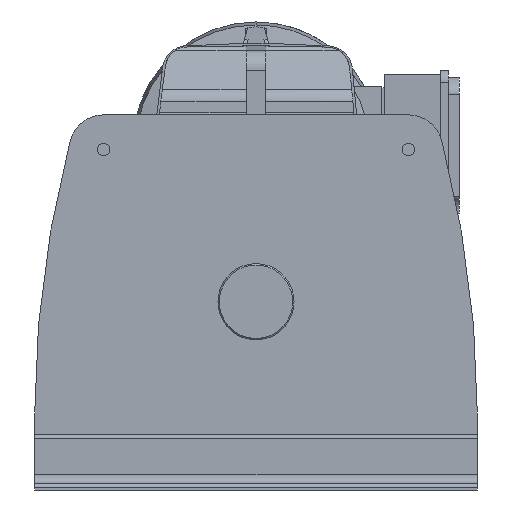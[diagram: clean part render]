
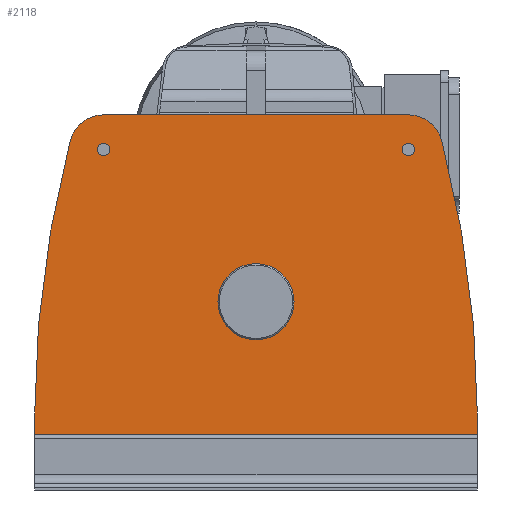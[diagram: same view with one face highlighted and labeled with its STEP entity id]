
A CAD part, front view. The second image highlights one B-rep face of the part: STEP entity #2118.
In plain terms, the highlighted planar face has unit normal (0, -1, 0).
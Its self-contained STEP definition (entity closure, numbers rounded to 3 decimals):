
#2118=ADVANCED_FACE('NONE',(#4419,#4420,#4421,#4422,#4423,#4424),#4425,.T.);
#4419=FACE_OUTER_BOUND('',#6946,.T.);
#4420=FACE_BOUND('',#6947,.T.);
#4421=FACE_BOUND('',#6948,.T.);
#4422=FACE_BOUND('',#6949,.T.);
#4423=FACE_BOUND('',#6950,.T.);
#4424=FACE_BOUND('',#6951,.T.);
#4425=PLANE('',#6952);
#6946=EDGE_LOOP('',(#13245,#13246,#13247,#13248,#13249,#13250,#13251,#13252,#13253,#13254));
#6947=EDGE_LOOP('',(#13255,#13256));
#6948=EDGE_LOOP('',(#13257,#13258));
#6949=EDGE_LOOP('',(#13259,#13260));
#6950=EDGE_LOOP('',(#13261,#13262));
#6951=EDGE_LOOP('',(#13263,#13264));
#6952=AXIS2_PLACEMENT_3D('',#13265,#13266,#13267);
#13245=ORIENTED_EDGE('',*,*,#16627,.T.);
#13246=ORIENTED_EDGE('',*,*,#16628,.T.);
#13247=ORIENTED_EDGE('',*,*,#16629,.T.);
#13248=ORIENTED_EDGE('',*,*,#16630,.T.);
#13249=ORIENTED_EDGE('',*,*,#16631,.T.);
#13250=ORIENTED_EDGE('',*,*,#16632,.T.);
#13251=ORIENTED_EDGE('',*,*,#16633,.T.);
#13252=ORIENTED_EDGE('',*,*,#16634,.T.);
#13253=ORIENTED_EDGE('',*,*,#16635,.T.);
#13254=ORIENTED_EDGE('',*,*,#16636,.T.);
#13255=ORIENTED_EDGE('',*,*,#16604,.T.);
#13256=ORIENTED_EDGE('',*,*,#16637,.T.);
#13257=ORIENTED_EDGE('',*,*,#16609,.T.);
#13258=ORIENTED_EDGE('',*,*,#16638,.T.);
#13259=ORIENTED_EDGE('',*,*,#16614,.T.);
#13260=ORIENTED_EDGE('',*,*,#16639,.T.);
#13261=ORIENTED_EDGE('',*,*,#16619,.T.);
#13262=ORIENTED_EDGE('',*,*,#16640,.T.);
#13263=ORIENTED_EDGE('',*,*,#16624,.T.);
#13264=ORIENTED_EDGE('',*,*,#16641,.T.);
#13265=CARTESIAN_POINT('',(0.0,-369.5,0.5));
#13266=DIRECTION('',(0.0,-1.0,0.));
#13267=DIRECTION('',(1.0,0.0,0.0));
#16604=EDGE_CURVE('NONE',#20401,#20399,#20402,.T.);
#16609=EDGE_CURVE('NONE',#20410,#20408,#20411,.T.);
#16614=EDGE_CURVE('NONE',#20419,#20417,#20420,.T.);
#16619=EDGE_CURVE('NONE',#20428,#20426,#20429,.T.);
#16624=EDGE_CURVE('NONE',#20437,#20435,#20438,.T.);
#16627=EDGE_CURVE('NONE',#20441,#20442,#20443,.T.);
#16628=EDGE_CURVE('NONE',#20442,#20444,#20445,.T.);
#16629=EDGE_CURVE('NONE',#20444,#20446,#20447,.T.);
#16630=EDGE_CURVE('NONE',#20446,#20448,#20449,.T.);
#16631=EDGE_CURVE('NONE',#20448,#20450,#20451,.T.);
#16632=EDGE_CURVE('NONE',#20450,#20452,#20453,.T.);
#16633=EDGE_CURVE('NONE',#20452,#20454,#20455,.T.);
#16634=EDGE_CURVE('NONE',#20454,#20456,#20457,.T.);
#16635=EDGE_CURVE('NONE',#20456,#20458,#20459,.T.);
#16636=EDGE_CURVE('NONE',#20458,#20441,#20460,.T.);
#16637=EDGE_CURVE('NONE',#20399,#20401,#20461,.T.);
#16638=EDGE_CURVE('NONE',#20408,#20410,#20462,.T.);
#16639=EDGE_CURVE('NONE',#20417,#20419,#20463,.T.);
#16640=EDGE_CURVE('NONE',#20426,#20428,#20464,.T.);
#16641=EDGE_CURVE('NONE',#20435,#20437,#20465,.T.);
#20399=VERTEX_POINT('NONE',#26077);
#20401=VERTEX_POINT('NONE',#26080);
#20402=CIRCLE('',#26081,27.5);
#20408=VERTEX_POINT('NONE',#26088);
#20410=VERTEX_POINT('NONE',#26091);
#20411=CIRCLE('',#26092,4.5);
#20417=VERTEX_POINT('NONE',#26099);
#20419=VERTEX_POINT('NONE',#26102);
#20420=CIRCLE('',#26103,4.5);
#20426=VERTEX_POINT('NONE',#26110);
#20428=VERTEX_POINT('NONE',#26113);
#20429=CIRCLE('',#26114,4.5);
#20435=VERTEX_POINT('NONE',#26121);
#20437=VERTEX_POINT('NONE',#26124);
#20438=CIRCLE('',#26125,4.5);
#20441=VERTEX_POINT('NONE',#26129);
#20442=VERTEX_POINT('NONE',#26130);
#20443=CIRCLE('',#26131,10.0);
#20444=VERTEX_POINT('NONE',#26132);
#20445=LINE('',#26133,#26134);
#20446=VERTEX_POINT('NONE',#26135);
#20447=CIRCLE('',#26136,10.0);
#20448=VERTEX_POINT('NONE',#26137);
#20449=LINE('',#26138,#26139);
#20450=VERTEX_POINT('NONE',#26140);
#20451=CIRCLE('',#26141,790.22);
#20452=VERTEX_POINT('NONE',#26142);
#20453=CIRCLE('',#26143,25.0);
#20454=VERTEX_POINT('NONE',#26144);
#20455=LINE('',#26145,#26146);
#20456=VERTEX_POINT('NONE',#26147);
#20457=CIRCLE('',#26148,25.0);
#20458=VERTEX_POINT('NONE',#26149);
#20459=CIRCLE('',#26150,790.22);
#20460=LINE('',#26151,#26152);
#20461=CIRCLE('',#26153,27.5);
#20462=CIRCLE('',#26154,4.5);
#20463=CIRCLE('',#26155,4.5);
#20464=CIRCLE('',#26156,4.5);
#20465=CIRCLE('',#26157,4.5);
#26077=CARTESIAN_POINT('',(-27.5,-369.5,0.));
#26080=CARTESIAN_POINT('',(27.5,-369.5,0.));
#26081=AXIS2_PLACEMENT_3D('',#29807,#29808,#29809);
#26088=CARTESIAN_POINT('',(-114.5,-369.5,110.0));
#26091=CARTESIAN_POINT('',(-105.5,-369.5,110.0));
#26092=AXIS2_PLACEMENT_3D('',#29815,#29816,#29817);
#26099=CARTESIAN_POINT('',(105.5,-369.5,110.0));
#26102=CARTESIAN_POINT('',(114.5,-369.5,110.0));
#26103=AXIS2_PLACEMENT_3D('',#29823,#29824,#29825);
#26110=CARTESIAN_POINT('',(105.5,-369.5,-110.0));
#26113=CARTESIAN_POINT('',(114.5,-369.5,-110.0));
#26114=AXIS2_PLACEMENT_3D('',#29831,#29832,#29833);
#26121=CARTESIAN_POINT('',(-114.5,-369.5,-110.0));
#26124=CARTESIAN_POINT('',(-105.5,-369.5,-110.0));
#26125=AXIS2_PLACEMENT_3D('',#29839,#29840,#29841);
#26129=CARTESIAN_POINT('',(-160.0,-369.5,-124.0));
#26130=CARTESIAN_POINT('',(-150.0,-369.5,-134.0));
#26131=AXIS2_PLACEMENT_3D('',#29843,#29844,#29845);
#26132=CARTESIAN_POINT('',(150.0,-369.5,-134.0));
#26133=CARTESIAN_POINT('',(0.0,-369.5,-134.0));
#26134=VECTOR('',#29846,1000.0);
#26135=CARTESIAN_POINT('',(160.0,-369.5,-124.0));
#26136=AXIS2_PLACEMENT_3D('',#29847,#29848,#29849);
#26137=CARTESIAN_POINT('',(160.0,-369.5,-84.0));
#26138=CARTESIAN_POINT('',(160.0,-369.5,0.5));
#26139=VECTOR('',#29850,1000.0);
#26140=CARTESIAN_POINT('',(134.183,-369.5,116.338));
#26141=AXIS2_PLACEMENT_3D('',#29851,#29852,#29853);
#26142=CARTESIAN_POINT('',(110.0,-369.5,135.0));
#26143=AXIS2_PLACEMENT_3D('',#29854,#29855,#29856);
#26144=CARTESIAN_POINT('',(-110.0,-369.5,135.0));
#26145=CARTESIAN_POINT('',(0.0,-369.5,135.0));
#26146=VECTOR('',#29857,1000.0);
#26147=CARTESIAN_POINT('',(-134.183,-369.5,116.338));
#26148=AXIS2_PLACEMENT_3D('',#29858,#29859,#29860);
#26149=CARTESIAN_POINT('',(-160.0,-369.5,-84.));
#26150=AXIS2_PLACEMENT_3D('',#29861,#29862,#29863);
#26151=CARTESIAN_POINT('',(-160.0,-369.5,0.5));
#26152=VECTOR('',#29864,1000.0);
#26153=AXIS2_PLACEMENT_3D('',#29865,#29866,#29867);
#26154=AXIS2_PLACEMENT_3D('',#29868,#29869,#29870);
#26155=AXIS2_PLACEMENT_3D('',#29871,#29872,#29873);
#26156=AXIS2_PLACEMENT_3D('',#29874,#29875,#29876);
#26157=AXIS2_PLACEMENT_3D('',#29877,#29878,#29879);
#29807=CARTESIAN_POINT('',(0.0,-369.5,0.));
#29808=DIRECTION('',(0.0,1.0,0.));
#29809=DIRECTION('',(1.0,0.0,0.0));
#29815=CARTESIAN_POINT('',(-110.0,-369.5,110.0));
#29816=DIRECTION('',(0.0,1.0,0.));
#29817=DIRECTION('',(1.0,0.0,0.0));
#29823=CARTESIAN_POINT('',(110.0,-369.5,110.0));
#29824=DIRECTION('',(0.0,1.0,0.));
#29825=DIRECTION('',(1.0,0.0,0.0));
#29831=CARTESIAN_POINT('',(110.0,-369.5,-110.0));
#29832=DIRECTION('',(0.0,1.0,0.));
#29833=DIRECTION('',(1.0,0.0,0.0));
#29839=CARTESIAN_POINT('',(-110.0,-369.5,-110.0));
#29840=DIRECTION('',(0.0,1.0,0.));
#29841=DIRECTION('',(1.0,0.0,0.0));
#29843=CARTESIAN_POINT('',(-150.0,-369.5,-124.0));
#29844=DIRECTION('',(0.0,-1.0,0.));
#29845=DIRECTION('',(1.0,0.0,0.0));
#29846=DIRECTION('',(1.0,0.0,0.0));
#29847=CARTESIAN_POINT('',(150.0,-369.5,-124.0));
#29848=DIRECTION('',(0.0,-1.0,0.));
#29849=DIRECTION('',(1.0,0.0,0.0));
#29850=DIRECTION('',(0.0,0.,1.0));
#29851=CARTESIAN_POINT('',(-630.22,-369.5,-84.0));
#29852=DIRECTION('',(0.0,-1.0,0.));
#29853=DIRECTION('',(1.0,0.0,0.0));
#29854=CARTESIAN_POINT('',(110.0,-369.5,110.0));
#29855=DIRECTION('',(0.0,-1.0,0.));
#29856=DIRECTION('',(1.0,0.0,0.0));
#29857=DIRECTION('',(-1.0,0.0,0.0));
#29858=CARTESIAN_POINT('',(-110.0,-369.5,110.0));
#29859=DIRECTION('',(0.,-1.0,0.));
#29860=DIRECTION('',(0.0,0.,1.0));
#29861=CARTESIAN_POINT('',(630.22,-369.5,-84.));
#29862=DIRECTION('',(0.,-1.0,0.));
#29863=DIRECTION('',(0.0,0.,1.0));
#29864=DIRECTION('',(0.0,0.,-1.0));
#29865=CARTESIAN_POINT('',(0.0,-369.5,0.));
#29866=DIRECTION('',(0.0,1.0,0.));
#29867=DIRECTION('',(1.0,0.0,0.0));
#29868=CARTESIAN_POINT('',(-110.0,-369.5,110.0));
#29869=DIRECTION('',(0.0,1.0,0.));
#29870=DIRECTION('',(1.0,0.0,0.0));
#29871=CARTESIAN_POINT('',(110.0,-369.5,110.0));
#29872=DIRECTION('',(0.0,1.0,0.));
#29873=DIRECTION('',(1.0,0.0,0.0));
#29874=CARTESIAN_POINT('',(110.0,-369.5,-110.0));
#29875=DIRECTION('',(0.0,1.0,0.));
#29876=DIRECTION('',(1.0,0.0,0.0));
#29877=CARTESIAN_POINT('',(-110.0,-369.5,-110.0));
#29878=DIRECTION('',(0.0,1.0,0.));
#29879=DIRECTION('',(1.0,0.0,0.0));
